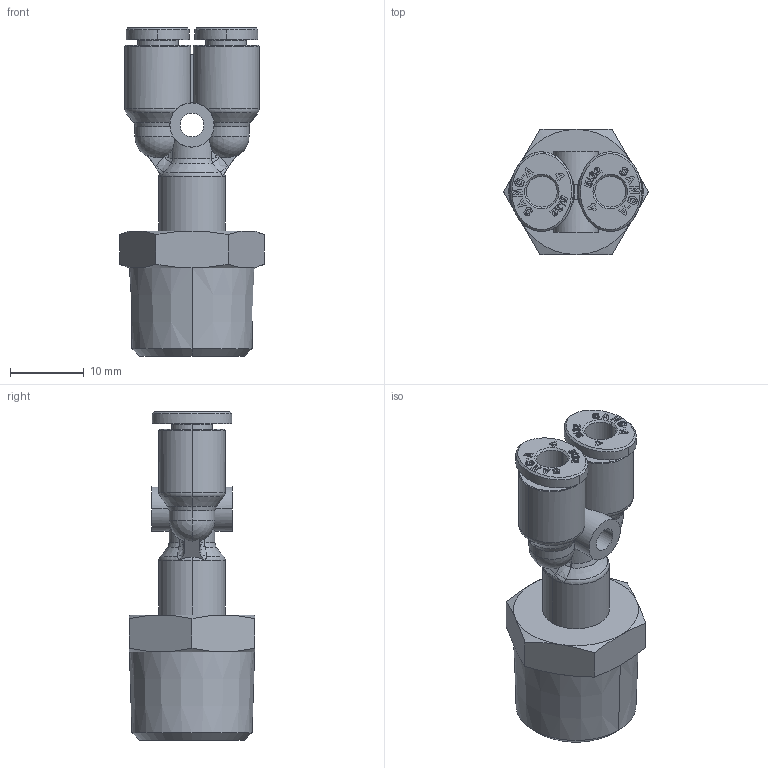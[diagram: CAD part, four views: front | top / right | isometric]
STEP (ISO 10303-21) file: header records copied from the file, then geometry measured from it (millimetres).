
FILE_DESCRIPTION((''),'2;1');
FILE_NAME('GPWT_0403(3D).stp','2012-12-27T19:29:17',(''),(''),'Mechanical Desktop.R8.0.24.0','Mechanical Desktop.R8.0.24.0',', , ');
FILE_SCHEMA(('CONFIG_CONTROL_DESIGN'));
Length unit declared in the file: millimetre
Products named in the file (2): GPWT_0403(3D); ºÎÇ°1
Assembly tree (1 placements, depth 2):
  GPWT_0403(3D)
    ºÎÇ°1
Bounding box: 19.63 x 17 x 44.6 mm (x, y, z)
Volume: 4722.4 mm3; surface area: 3805.7 mm2
Topology: 1 solids, 1 shells, 859 faces, 2420 edges, 1589 vertices
Faces by surface type: plane 679, bspline 80, cylinder 52, cone 38, torus 6, sphere 4
Entity records: 30829 total; most frequent: CARTESIAN_POINT 8882, ORIENTED_EDGE 4820, DIRECTION 4116, EDGE_CURVE 2410, VECTOR 2018, LINE 2018, VERTEX_POINT 1589, AXIS2_PLACEMENT_3D 1049
